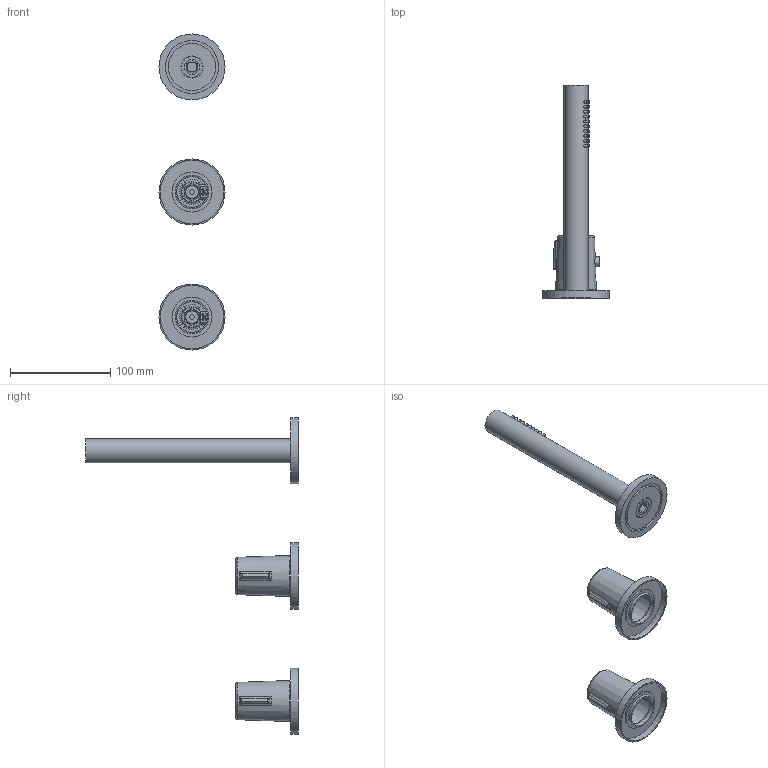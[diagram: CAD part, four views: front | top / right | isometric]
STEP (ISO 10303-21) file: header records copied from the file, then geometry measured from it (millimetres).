
FILE_DESCRIPTION (( 'STEP AP203' ), '1' );
FILE_NAME ('34CP12377.STEP', '2025-11-07T10:19:24', ( '' ), ( '' ), 'SwSTEP 2.0', 'SolidWorks 2021', '' );
FILE_SCHEMA (( 'CONFIG_CONTROL_DESIGN' ));
Length unit declared in the file: millimetre
Products named in the file (1): 34CP12377
Bounding box: 66 x 212.5 x 316 mm (x, y, z)
Volume: 163269.2 mm3; surface area: 92896.8 mm2
Topology: 10 solids, 10 shells, 501 faces, 1173 edges, 787 vertices
Faces by surface type: plane 253, cone 106, cylinder 102, bspline 24, torus 12, sphere 4
Full cylindrical faces by diameter (mm): 3.1 x4, 3.3 x2, 4.15 x2, 4.65 x2, 9.8 x1, 10.1 x2, 10.2 x2, 12.5 x2, 15 x1, 18 x1, 20.8 x1, 24 x1, 25.3 x2, 28.3 x2, 31.2 x2, 33.6 x2, 38 x2, 40 x2, 47 x1, 53 x1, 63.6 x2, 66 x3
Entity records: 18561 total; most frequent: CARTESIAN_POINT 8560, DIRECTION 1924, ORIENTED_EDGE 1798, EDGE_CURVE 899, EDGE_LOOP 786, AXIS2_PLACEMENT_3D 765, VERTEX_POINT 673, FACE_OUTER_BOUND 551
